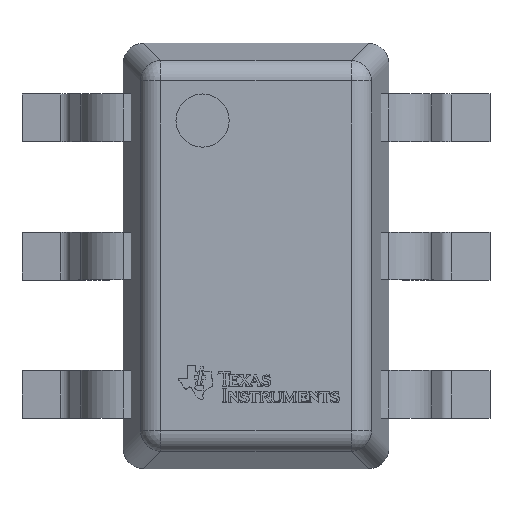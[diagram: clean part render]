
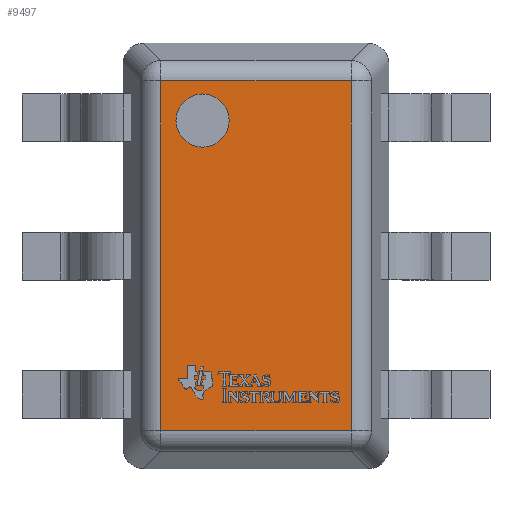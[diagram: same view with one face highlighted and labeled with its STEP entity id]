
A CAD part, top view. The second image highlights one B-rep face of the part: STEP entity #9497.
In plain terms, the highlighted planar face has unit normal (0, 0, 1).
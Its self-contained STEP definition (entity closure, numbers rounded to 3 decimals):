
#585=PLANE('',#10222);
#932=LINE('',#12663,#1957);
#938=LINE('',#12685,#1963);
#944=LINE('',#12715,#1969);
#946=LINE('',#12718,#1971);
#1957=VECTOR('',#10691,10.);
#1963=VECTOR('',#10715,10.);
#1969=VECTOR('',#10749,10.);
#1971=VECTOR('',#10753,10.);
#3046=FACE_OUTER_BOUND('',#3587,.T.);
#3587=EDGE_LOOP('',(#6691,#6692,#6693,#6694));
#4182=VERTEX_POINT('',#12626);
#4192=VERTEX_POINT('',#12655);
#4198=VERTEX_POINT('',#12672);
#4206=VERTEX_POINT('',#12695);
#5153=EDGE_CURVE('',#4192,#4182,#932,.T.);
#5164=EDGE_CURVE('',#4182,#4198,#938,.T.);
#5179=EDGE_CURVE('',#4198,#4206,#944,.T.);
#5181=EDGE_CURVE('',#4206,#4192,#946,.T.);
#6691=ORIENTED_EDGE('',*,*,#5153,.F.);
#6692=ORIENTED_EDGE('',*,*,#5181,.F.);
#6693=ORIENTED_EDGE('',*,*,#5179,.F.);
#6694=ORIENTED_EDGE('',*,*,#5164,.F.);
#9497=ADVANCED_FACE('',(#3046),#585,.T.);
#10222=AXIS2_PLACEMENT_3D('',#12757,#10802,#10803);
#10691=DIRECTION('',(1.,0.,0.));
#10715=DIRECTION('',(0.,-1.,0.));
#10749=DIRECTION('',(-1.,0.,0.));
#10753=DIRECTION('',(0.,1.,0.));
#10802=DIRECTION('center_axis',(0.,0.,1.));
#10803=DIRECTION('ref_axis',(1.,0.,0.));
#12626=CARTESIAN_POINT('',(0.447,0.822,1.));
#12655=CARTESIAN_POINT('',(-0.447,0.822,1.));
#12663=CARTESIAN_POINT('',(0.156,0.822,1.));
#12672=CARTESIAN_POINT('',(0.447,-0.822,1.));
#12685=CARTESIAN_POINT('',(0.447,-0.25,1.));
#12695=CARTESIAN_POINT('',(-0.447,-0.822,1.));
#12715=CARTESIAN_POINT('',(-0.156,-0.822,1.));
#12718=CARTESIAN_POINT('',(-0.447,0.25,1.));
#12757=CARTESIAN_POINT('Origin',(0.,0.,1.));
